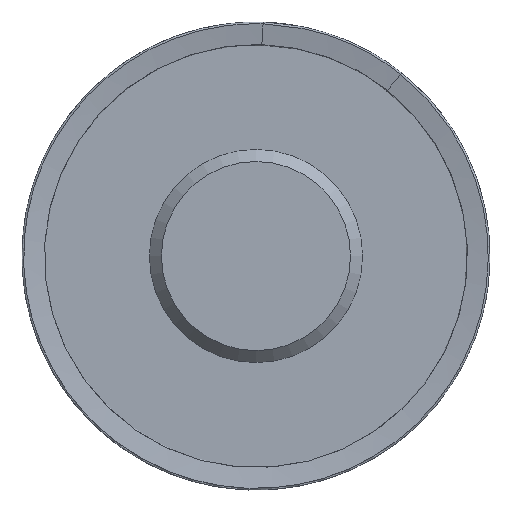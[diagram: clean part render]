
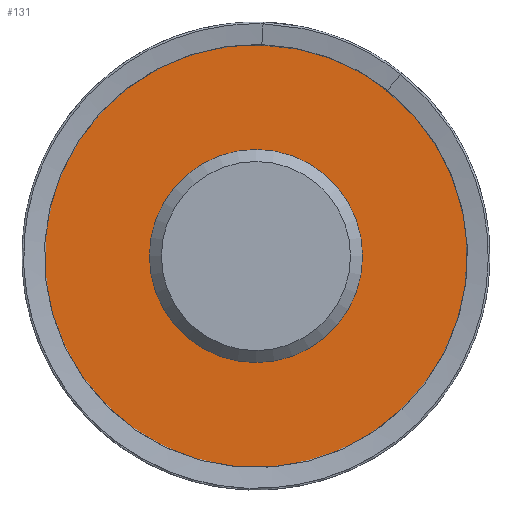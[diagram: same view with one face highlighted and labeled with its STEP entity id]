
A CAD part, left-side view. The second image highlights one B-rep face of the part: STEP entity #131.
In plain terms, the highlighted planar face has unit normal (-1, 0, 0).
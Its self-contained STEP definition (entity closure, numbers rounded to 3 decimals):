
#35=PLANE('',#519);
#48=FACE_BOUND('',#206,.T.);
#49=FACE_BOUND('',#207,.T.);
#131=ADVANCED_FACE('',(#48,#49),#35,.F.);
#206=EDGE_LOOP('',(#359));
#207=EDGE_LOOP('',(#360));
#359=ORIENTED_EDGE('',*,*,#457,.T.);
#360=ORIENTED_EDGE('',*,*,#456,.F.);
#398=VERTEX_POINT('',#1086);
#399=VERTEX_POINT('',#1089);
#456=EDGE_CURVE('',#398,#398,#471,.T.);
#457=EDGE_CURVE('',#399,#399,#472,.T.);
#471=CIRCLE('',#516,28.45);
#472=CIRCLE('',#518,56.9);
#516=AXIS2_PLACEMENT_3D('',#1085,#611,#612);
#518=AXIS2_PLACEMENT_3D('',#1088,#615,#616);
#519=AXIS2_PLACEMENT_3D('',#1090,#617,#618);
#611=DIRECTION('',(-1.,0.,0.));
#612=DIRECTION('',(0.,0.,1.));
#615=DIRECTION('',(-1.,0.,0.));
#616=DIRECTION('',(0.,0.,1.));
#617=DIRECTION('',(1.,0.,0.));
#618=DIRECTION('',(0.,0.,-1.));
#1085=CARTESIAN_POINT('',(1.2,0.,0.));
#1086=CARTESIAN_POINT('',(1.2,0.,28.45));
#1088=CARTESIAN_POINT('',(1.2,0.,0.));
#1089=CARTESIAN_POINT('',(1.2,0.,56.9));
#1090=CARTESIAN_POINT('',(1.2,56.9,0.));
